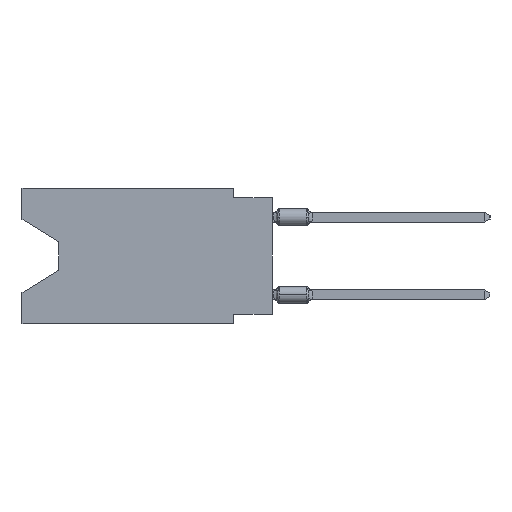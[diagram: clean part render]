
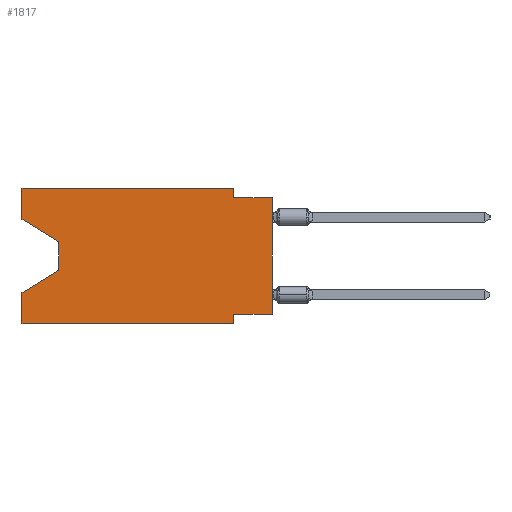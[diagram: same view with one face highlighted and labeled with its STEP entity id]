
A CAD part, left-side view. The second image highlights one B-rep face of the part: STEP entity #1817.
In plain terms, the highlighted planar face has unit normal (-1, 0, 0).
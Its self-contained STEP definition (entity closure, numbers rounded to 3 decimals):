
#630 = DIRECTION ( 'NONE',  ( 1., 0., 0. ) ) ;
#860 = ORIENTED_EDGE ( 'NONE', *, *, #13139, .F. ) ;
#924 = EDGE_CURVE ( 'NONE', #12125, #22604, #1954, .T. ) ;
#1730 = DIRECTION ( 'NONE',  ( 0., -1., 0. ) ) ;
#1817 = ADVANCED_FACE ( 'NONE', ( #9712 ), #29738, .F. ) ;
#1864 = DIRECTION ( 'NONE',  ( 0., 0., -1. ) ) ;
#1900 = DIRECTION ( 'NONE',  ( 0., 0., 1. ) ) ;
#1954 = LINE ( 'NONE', #13484, #32271 ) ;
#1970 = VECTOR ( 'NONE', #21834, 1000. ) ;
#2405 = VERTEX_POINT ( 'NONE', #36100 ) ;
#2726 = CARTESIAN_POINT ( 'NONE',  ( 0., 0., -8.255 ) ) ;
#2799 = EDGE_CURVE ( 'NONE', #10741, #28806, #27757, .T. ) ;
#3367 = EDGE_LOOP ( 'NONE', ( #18718, #12018, #16490, #21855, #32132, #21357, #31091, #9564, #36809, #19965, #860, #19264 ) ) ;
#4409 = CARTESIAN_POINT ( 'NONE',  ( 0., 16.383, -2.038 ) ) ;
#4425 = VERTEX_POINT ( 'NONE', #24474 ) ;
#5305 = LINE ( 'NONE', #27626, #10713 ) ;
#5564 = CARTESIAN_POINT ( 'NONE',  ( 0., 16.383, 0. ) ) ;
#6237 = VECTOR ( 'NONE', #31556, 1000. ) ;
#6869 = DIRECTION ( 'NONE',  ( 0., 0., -1. ) ) ;
#7089 = VECTOR ( 'NONE', #18392, 1000. ) ;
#7111 = EDGE_CURVE ( 'NONE', #16042, #19960, #24977, .T. ) ;
#7315 = VERTEX_POINT ( 'NONE', #37030 ) ;
#9466 = CARTESIAN_POINT ( 'NONE',  ( 0., 13.97, -5.385 ) ) ;
#9564 = ORIENTED_EDGE ( 'NONE', *, *, #16195, .T. ) ;
#9712 = FACE_OUTER_BOUND ( 'NONE', #3367, .T. ) ;
#10421 = LINE ( 'NONE', #12149, #36585 ) ;
#10713 = VECTOR ( 'NONE', #1730, 1000. ) ;
#10741 = VERTEX_POINT ( 'NONE', #22832 ) ;
#11758 = EDGE_CURVE ( 'NONE', #35636, #2405, #5305, .T. ) ;
#11951 = VECTOR ( 'NONE', #35946, 1000. ) ;
#12018 = ORIENTED_EDGE ( 'NONE', *, *, #23658, .T. ) ;
#12125 = VERTEX_POINT ( 'NONE', #30778 ) ;
#12149 = CARTESIAN_POINT ( 'NONE',  ( 0., 0., 0. ) ) ;
#12730 = CARTESIAN_POINT ( 'NONE',  ( 0., 2.54, 0. ) ) ;
#12917 = LINE ( 'NONE', #4409, #11951 ) ;
#13139 = EDGE_CURVE ( 'NONE', #22604, #7315, #19314, .T. ) ;
#13484 = CARTESIAN_POINT ( 'NONE',  ( 0., 16.383, 0. ) ) ;
#13807 = LINE ( 'NONE', #22826, #17331 ) ;
#13882 = CARTESIAN_POINT ( 'NONE',  ( 0., 0., -8.255 ) ) ;
#14035 = VECTOR ( 'NONE', #1864, 1000. ) ;
#14374 = CARTESIAN_POINT ( 'NONE',  ( 0., 16.383, -6.852 ) ) ;
#14996 = DIRECTION ( 'NONE',  ( 0., 0., 1. ) ) ;
#15934 = DIRECTION ( 'NONE',  ( 0., 0.855, -0.519 ) ) ;
#16020 = LINE ( 'NONE', #26446, #1970 ) ;
#16042 = VERTEX_POINT ( 'NONE', #9466 ) ;
#16195 = EDGE_CURVE ( 'NONE', #30643, #2405, #10421, .T. ) ;
#16490 = ORIENTED_EDGE ( 'NONE', *, *, #7111, .T. ) ;
#17331 = VECTOR ( 'NONE', #1900, 1000. ) ;
#17527 = CARTESIAN_POINT ( 'NONE',  ( 0., 2.54, -0.635 ) ) ;
#18088 = EDGE_CURVE ( 'NONE', #18166, #28806, #20208, .T. ) ;
#18166 = VERTEX_POINT ( 'NONE', #21422 ) ;
#18392 = DIRECTION ( 'NONE',  ( 0., 0., -1. ) ) ;
#18718 = ORIENTED_EDGE ( 'NONE', *, *, #30899, .T. ) ;
#18945 = CARTESIAN_POINT ( 'NONE',  ( 0., 13.97, -5.385 ) ) ;
#19264 = ORIENTED_EDGE ( 'NONE', *, *, #924, .F. ) ;
#19314 = LINE ( 'NONE', #25171, #28056 ) ;
#19960 = VERTEX_POINT ( 'NONE', #14374 ) ;
#19965 = ORIENTED_EDGE ( 'NONE', *, *, #26507, .F. ) ;
#20208 = LINE ( 'NONE', #25899, #6237 ) ;
#21357 = ORIENTED_EDGE ( 'NONE', *, *, #2799, .F. ) ;
#21422 = CARTESIAN_POINT ( 'NONE',  ( 0., 16.383, -8.89 ) ) ;
#21834 = DIRECTION ( 'NONE',  ( 0., 0., -1. ) ) ;
#21855 = ORIENTED_EDGE ( 'NONE', *, *, #33019, .F. ) ;
#22068 = CARTESIAN_POINT ( 'NONE',  ( 0., 2.54, -8.89 ) ) ;
#22604 = VERTEX_POINT ( 'NONE', #5564 ) ;
#22826 = CARTESIAN_POINT ( 'NONE',  ( 0., 16.383, 0. ) ) ;
#22832 = CARTESIAN_POINT ( 'NONE',  ( 0., 2.54, -8.255 ) ) ;
#23658 = EDGE_CURVE ( 'NONE', #4425, #16042, #16020, .T. ) ;
#23780 = VECTOR ( 'NONE', #36341, 1000. ) ;
#23865 = LINE ( 'NONE', #12730, #7089 ) ;
#24474 = CARTESIAN_POINT ( 'NONE',  ( 0., 13.97, -3.505 ) ) ;
#24492 = AXIS2_PLACEMENT_3D ( 'NONE', #32742, #630, #6869 ) ;
#24977 = LINE ( 'NONE', #18945, #31254 ) ;
#25015 = CARTESIAN_POINT ( 'NONE',  ( 0., 2.54, -8.89 ) ) ;
#25171 = CARTESIAN_POINT ( 'NONE',  ( 0., 16.383, 0. ) ) ;
#25899 = CARTESIAN_POINT ( 'NONE',  ( 0., 16.383, -8.89 ) ) ;
#26446 = CARTESIAN_POINT ( 'NONE',  ( 0., 13.97, -3.505 ) ) ;
#26507 = EDGE_CURVE ( 'NONE', #7315, #35636, #23865, .T. ) ;
#27450 = DIRECTION ( 'NONE',  ( 0., -1., 0. ) ) ;
#27626 = CARTESIAN_POINT ( 'NONE',  ( 0., 0., -0.635 ) ) ;
#27757 = LINE ( 'NONE', #22068, #14035 ) ;
#28056 = VECTOR ( 'NONE', #27450, 1000. ) ;
#28806 = VERTEX_POINT ( 'NONE', #25015 ) ;
#28892 = EDGE_CURVE ( 'NONE', #30643, #10741, #36719, .T. ) ;
#29738 = PLANE ( 'NONE',  #24492 ) ;
#30643 = VERTEX_POINT ( 'NONE', #2726 ) ;
#30778 = CARTESIAN_POINT ( 'NONE',  ( 0., 16.383, -2.038 ) ) ;
#30899 = EDGE_CURVE ( 'NONE', #12125, #4425, #12917, .T. ) ;
#31091 = ORIENTED_EDGE ( 'NONE', *, *, #28892, .F. ) ;
#31254 = VECTOR ( 'NONE', #15934, 1000. ) ;
#31556 = DIRECTION ( 'NONE',  ( 0., -1., 0. ) ) ;
#32132 = ORIENTED_EDGE ( 'NONE', *, *, #18088, .T. ) ;
#32271 = VECTOR ( 'NONE', #36701, 1000. ) ;
#32742 = CARTESIAN_POINT ( 'NONE',  ( 0., 16.383, 0. ) ) ;
#33019 = EDGE_CURVE ( 'NONE', #18166, #19960, #13807, .T. ) ;
#35636 = VERTEX_POINT ( 'NONE', #17527 ) ;
#35946 = DIRECTION ( 'NONE',  ( 0., -0.855, -0.519 ) ) ;
#36100 = CARTESIAN_POINT ( 'NONE',  ( 0., 0., -0.635 ) ) ;
#36341 = DIRECTION ( 'NONE',  ( 0., 1., 0. ) ) ;
#36585 = VECTOR ( 'NONE', #14996, 1000. ) ;
#36701 = DIRECTION ( 'NONE',  ( 0., 0., 1. ) ) ;
#36719 = LINE ( 'NONE', #13882, #23780 ) ;
#36809 = ORIENTED_EDGE ( 'NONE', *, *, #11758, .F. ) ;
#37030 = CARTESIAN_POINT ( 'NONE',  ( 0., 2.54, 0. ) ) ;
